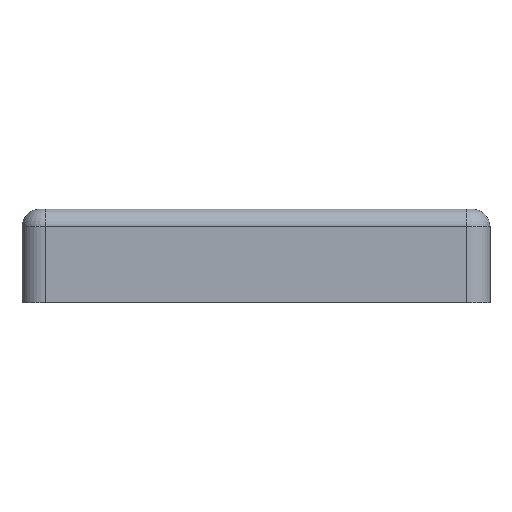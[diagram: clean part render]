
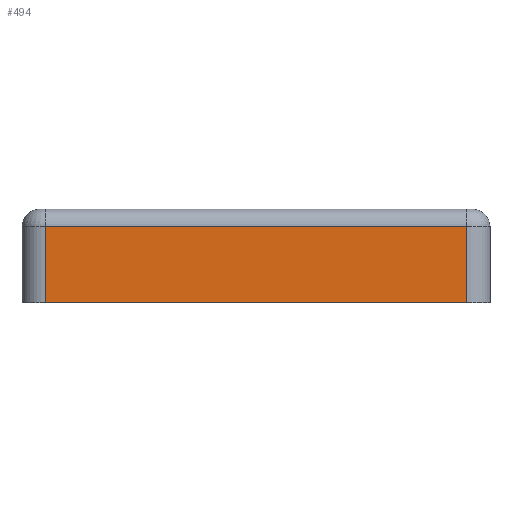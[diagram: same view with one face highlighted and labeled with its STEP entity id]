
A CAD part, left-side view. The second image highlights one B-rep face of the part: STEP entity #494.
In plain terms, the highlighted planar face has unit normal (-1, 0, 0).
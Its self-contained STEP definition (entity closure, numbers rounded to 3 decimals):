
#494 = ADVANCED_FACE ( 'NONE', ( #6596 ), #2026, .F. ) ;
#597 = CARTESIAN_POINT ( 'NONE',  ( -40., -36., 16. ) ) ;
#632 = LINE ( 'NONE', #6264, #3297 ) ;
#724 = EDGE_CURVE ( 'NONE', #2536, #6179, #2442, .T. ) ;
#969 = EDGE_CURVE ( 'NONE', #3192, #2536, #6414, .T. ) ;
#1155 = CARTESIAN_POINT ( 'NONE',  ( -40., 36., 16. ) ) ;
#1728 = DIRECTION ( 'NONE',  ( 0., 0., -1. ) ) ;
#1910 = VERTEX_POINT ( 'NONE', #4184 ) ;
#2026 = PLANE ( 'NONE',  #6091 ) ;
#2045 = CARTESIAN_POINT ( 'NONE',  ( -40., -40., 16. ) ) ;
#2442 = LINE ( 'NONE', #5760, #5390 ) ;
#2459 = DIRECTION ( 'NONE',  ( 0., 1., 0. ) ) ;
#2536 = VERTEX_POINT ( 'NONE', #5308 ) ;
#2990 = DIRECTION ( 'NONE',  ( 0., -1., 0. ) ) ;
#3192 = VERTEX_POINT ( 'NONE', #3574 ) ;
#3297 = VECTOR ( 'NONE', #2990, 1000. ) ;
#3348 = ORIENTED_EDGE ( 'NONE', *, *, #6457, .T. ) ;
#3574 = CARTESIAN_POINT ( 'NONE',  ( -40., -36., 0. ) ) ;
#3717 = DIRECTION ( 'NONE',  ( 0., 0., -1. ) ) ;
#3842 = EDGE_LOOP ( 'NONE', ( #6701, #7081, #3348, #5161 ) ) ;
#4184 = CARTESIAN_POINT ( 'NONE',  ( -40., 36., 0. ) ) ;
#4792 = VECTOR ( 'NONE', #5649, 1000. ) ;
#5161 = ORIENTED_EDGE ( 'NONE', *, *, #7098, .T. ) ;
#5308 = CARTESIAN_POINT ( 'NONE',  ( -40., -36., 13. ) ) ;
#5390 = VECTOR ( 'NONE', #2459, 1000. ) ;
#5649 = DIRECTION ( 'NONE',  ( 0., 0., 1. ) ) ;
#5760 = CARTESIAN_POINT ( 'NONE',  ( -40., 36., 13. ) ) ;
#5788 = VECTOR ( 'NONE', #1728, 1000. ) ;
#5969 = LINE ( 'NONE', #1155, #5788 ) ;
#6091 = AXIS2_PLACEMENT_3D ( 'NONE', #2045, #7041, #3717 ) ;
#6179 = VERTEX_POINT ( 'NONE', #6616 ) ;
#6264 = CARTESIAN_POINT ( 'NONE',  ( -40., -40., 0. ) ) ;
#6414 = LINE ( 'NONE', #597, #4792 ) ;
#6457 = EDGE_CURVE ( 'NONE', #6179, #1910, #5969, .T. ) ;
#6596 = FACE_OUTER_BOUND ( 'NONE', #3842, .T. ) ;
#6616 = CARTESIAN_POINT ( 'NONE',  ( -40., 36., 13. ) ) ;
#6701 = ORIENTED_EDGE ( 'NONE', *, *, #969, .T. ) ;
#7041 = DIRECTION ( 'NONE',  ( 1., 0., 0. ) ) ;
#7081 = ORIENTED_EDGE ( 'NONE', *, *, #724, .T. ) ;
#7098 = EDGE_CURVE ( 'NONE', #1910, #3192, #632, .T. ) ;
